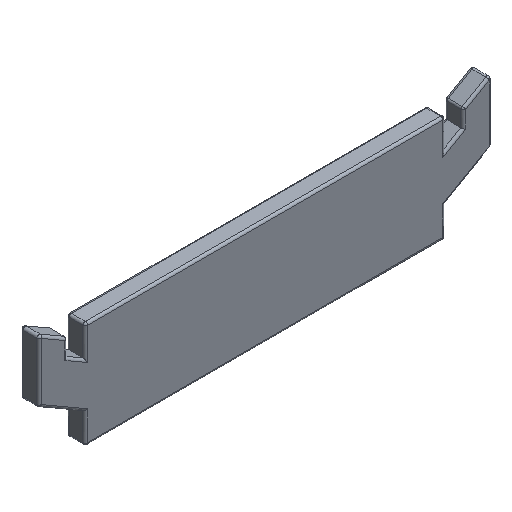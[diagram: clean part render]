
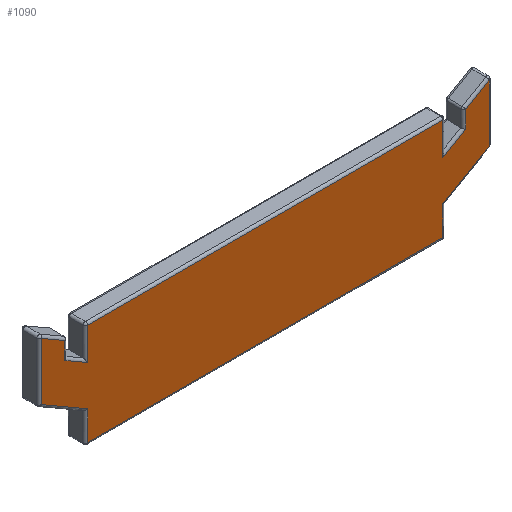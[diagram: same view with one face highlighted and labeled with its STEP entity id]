
A CAD part, isometric view. The second image highlights one B-rep face of the part: STEP entity #1090.
In plain terms, the highlighted planar face has unit normal (0, -1, 0).
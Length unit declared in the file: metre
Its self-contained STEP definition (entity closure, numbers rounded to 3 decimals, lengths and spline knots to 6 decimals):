
#210=ORIENTED_EDGE('',*,*,#528,.T.);
#211=ORIENTED_EDGE('',*,*,#529,.T.);
#212=ORIENTED_EDGE('',*,*,#530,.T.);
#213=ORIENTED_EDGE('',*,*,#531,.T.);
#214=ORIENTED_EDGE('',*,*,#532,.T.);
#215=ORIENTED_EDGE('',*,*,#533,.T.);
#216=ORIENTED_EDGE('',*,*,#534,.T.);
#217=ORIENTED_EDGE('',*,*,#535,.T.);
#218=ORIENTED_EDGE('',*,*,#536,.T.);
#219=ORIENTED_EDGE('',*,*,#537,.T.);
#220=ORIENTED_EDGE('',*,*,#538,.T.);
#221=ORIENTED_EDGE('',*,*,#539,.T.);
#222=ORIENTED_EDGE('',*,*,#540,.T.);
#223=ORIENTED_EDGE('',*,*,#541,.T.);
#224=ORIENTED_EDGE('',*,*,#542,.T.);
#225=ORIENTED_EDGE('',*,*,#543,.T.);
#528=EDGE_CURVE('',#684,#685,#774,.T.);
#529=EDGE_CURVE('',#685,#686,#775,.T.);
#530=EDGE_CURVE('',#686,#687,#776,.F.);
#531=EDGE_CURVE('',#687,#688,#777,.F.);
#532=EDGE_CURVE('',#688,#689,#778,.T.);
#533=EDGE_CURVE('',#689,#690,#779,.T.);
#534=EDGE_CURVE('',#690,#691,#780,.T.);
#535=EDGE_CURVE('',#691,#692,#781,.T.);
#536=EDGE_CURVE('',#692,#693,#782,.T.);
#537=EDGE_CURVE('',#693,#694,#783,.T.);
#538=EDGE_CURVE('',#694,#695,#784,.T.);
#539=EDGE_CURVE('',#695,#696,#785,.T.);
#540=EDGE_CURVE('',#696,#697,#786,.F.);
#541=EDGE_CURVE('',#697,#698,#787,.T.);
#542=EDGE_CURVE('',#698,#699,#788,.T.);
#543=EDGE_CURVE('',#699,#684,#789,.T.);
#684=VERTEX_POINT('',#1844);
#685=VERTEX_POINT('',#1845);
#686=VERTEX_POINT('',#1847);
#687=VERTEX_POINT('',#1849);
#688=VERTEX_POINT('',#1851);
#689=VERTEX_POINT('',#1853);
#690=VERTEX_POINT('',#1855);
#691=VERTEX_POINT('',#1857);
#692=VERTEX_POINT('',#1859);
#693=VERTEX_POINT('',#1861);
#694=VERTEX_POINT('',#1863);
#695=VERTEX_POINT('',#1865);
#696=VERTEX_POINT('',#1867);
#697=VERTEX_POINT('',#1869);
#698=VERTEX_POINT('',#1871);
#699=VERTEX_POINT('',#1873);
#774=LINE('',#1843,#864);
#775=LINE('',#1846,#865);
#776=LINE('',#1848,#866);
#777=LINE('',#1850,#867);
#778=LINE('',#1852,#868);
#779=LINE('',#1854,#869);
#780=LINE('',#1856,#870);
#781=LINE('',#1858,#871);
#782=LINE('',#1860,#872);
#783=LINE('',#1862,#873);
#784=LINE('',#1864,#874);
#785=LINE('',#1866,#875);
#786=LINE('',#1868,#876);
#787=LINE('',#1870,#877);
#788=LINE('',#1872,#878);
#789=LINE('',#1874,#879);
#864=VECTOR('',#1413,1.);
#865=VECTOR('',#1414,1.);
#866=VECTOR('',#1415,1.);
#867=VECTOR('',#1416,1.);
#868=VECTOR('',#1417,1.);
#869=VECTOR('',#1418,1.);
#870=VECTOR('',#1419,1.);
#871=VECTOR('',#1420,1.);
#872=VECTOR('',#1421,1.);
#873=VECTOR('',#1422,1.);
#874=VECTOR('',#1423,1.);
#875=VECTOR('',#1424,1.);
#876=VECTOR('',#1425,1.);
#877=VECTOR('',#1426,1.);
#878=VECTOR('',#1427,1.);
#879=VECTOR('',#1428,1.);
#912=EDGE_LOOP('',(#210,#211,#212,#213,#214,#215,#216,#217,#218,#219,#220,
#221,#222,#223,#224,#225));
#992=FACE_BOUND('',#912,.T.);
#1072=PLANE('',#1183);
#1090=ADVANCED_FACE('',(#992),#1072,.T.);
#1183=AXIS2_PLACEMENT_3D('',#1842,#1411,#1412);
#1411=DIRECTION('',(0.,-1.,0.));
#1412=DIRECTION('',(1.,0.,0.));
#1413=DIRECTION('',(0.,0.,-1.));
#1414=DIRECTION('',(0.866,0.,-0.5));
#1415=DIRECTION('',(0.,0.,1.));
#1416=DIRECTION('',(-1.,0.,0.));
#1417=DIRECTION('',(0.,0.,1.));
#1418=DIRECTION('',(0.866,0.,0.5));
#1419=DIRECTION('',(0.,0.,1.));
#1420=DIRECTION('',(-0.866,0.,-0.5));
#1421=DIRECTION('',(0.,0.,-1.));
#1422=DIRECTION('',(-0.866,0.,-0.5));
#1423=DIRECTION('',(0.,0.,1.));
#1424=DIRECTION('',(-1.,0.,0.));
#1425=DIRECTION('',(0.,0.,1.));
#1426=DIRECTION('',(-0.866,0.,0.5));
#1427=DIRECTION('',(0.,0.,1.));
#1428=DIRECTION('',(-0.866,0.,0.5));
#1842=CARTESIAN_POINT('',(0.000075,-0.16995,-0.036246));
#1843=CARTESIAN_POINT('',(-0.097,-0.16995,-0.037606));
#1844=CARTESIAN_POINT('',(-0.097,-0.16995,-0.012184));
#1845=CARTESIAN_POINT('',(-0.097,-0.16995,-0.037028));
#1846=CARTESIAN_POINT('',(-0.0775,-0.16995,-0.048287));
#1847=CARTESIAN_POINT('',(-0.077,-0.16995,-0.048575));
#1848=CARTESIAN_POINT('',(-0.077,-0.16995,-0.036246));
#1849=CARTESIAN_POINT('',(-0.077,-0.16995,-0.0613));
#1850=CARTESIAN_POINT('',(0.000075,-0.16995,-0.0613));
#1851=CARTESIAN_POINT('',(0.077,-0.16995,-0.0613));
#1852=CARTESIAN_POINT('',(0.077,-0.16995,-0.049153));
#1853=CARTESIAN_POINT('',(0.077,-0.16995,-0.048575));
#1854=CARTESIAN_POINT('',(0.0975,-0.16995,-0.03674));
#1855=CARTESIAN_POINT('',(0.097,-0.16995,-0.037028));
#1856=CARTESIAN_POINT('',(0.097,-0.16995,-0.010452));
#1857=CARTESIAN_POINT('',(0.097,-0.16995,-0.012184));
#1858=CARTESIAN_POINT('',(0.0863,-0.16995,-0.018362));
#1859=CARTESIAN_POINT('',(0.0868,-0.16995,-0.018073));
#1860=CARTESIAN_POINT('',(0.0868,-0.16995,-0.024996));
#1861=CARTESIAN_POINT('',(0.0868,-0.16995,-0.025573));
#1862=CARTESIAN_POINT('',(0.0785,-0.16995,-0.030365));
#1863=CARTESIAN_POINT('',(0.077,-0.16995,-0.031231));
#1864=CARTESIAN_POINT('',(0.077,-0.16995,-0.016265));
#1865=CARTESIAN_POINT('',(0.077,-0.16995,-0.017265));
#1866=CARTESIAN_POINT('',(-0.078,-0.16995,-0.017265));
#1867=CARTESIAN_POINT('',(-0.077,-0.16995,-0.017265));
#1868=CARTESIAN_POINT('',(-0.077,-0.16995,-0.036246));
#1869=CARTESIAN_POINT('',(-0.077,-0.16995,-0.031231));
#1870=CARTESIAN_POINT('',(-0.0863,-0.16995,-0.025862));
#1871=CARTESIAN_POINT('',(-0.0868,-0.16995,-0.025573));
#1872=CARTESIAN_POINT('',(-0.0868,-0.16995,-0.017496));
#1873=CARTESIAN_POINT('',(-0.0868,-0.16995,-0.018073));
#1874=CARTESIAN_POINT('',(-0.0985,-0.16995,-0.011318));
